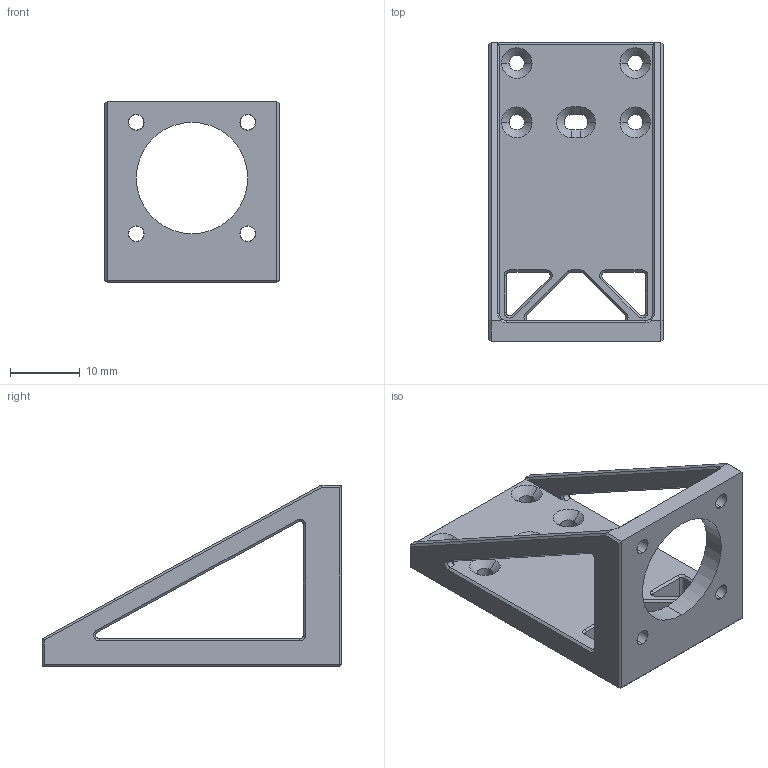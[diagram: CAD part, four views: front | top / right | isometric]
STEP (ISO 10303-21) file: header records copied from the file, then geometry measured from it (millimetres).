
FILE_DESCRIPTION (( 'STEP AP214' ), '1' );
FILE_NAME ('C-Axis_Bracket_w_ML5C1.STEP', '2023-11-05T08:00:57', ( '' ), ( '' ), 'SwSTEP 2.0', 'SolidWorks 2023', '' );
FILE_SCHEMA (( 'AUTOMOTIVE_DESIGN' ));
Length unit declared in the file: millimetre
Products named in the file (1): C-Axis_Bracket_w_ML5C1
Bounding box: 25 x 43 x 26 mm (x, y, z)
Volume: 4807.1 mm3; surface area: 4617.6 mm2
Topology: 1 solids, 1 shells, 214 faces, 517 edges, 302 vertices
Faces by surface type: plane 89, cone 80, cylinder 43, bspline 2
Entity records: 6355 total; most frequent: CARTESIAN_POINT 1238, DIRECTION 1098, ORIENTED_EDGE 1034, EDGE_CURVE 517, AXIS2_PLACEMENT_3D 384, VECTOR 330, LINE 330, VERTEX_POINT 302
